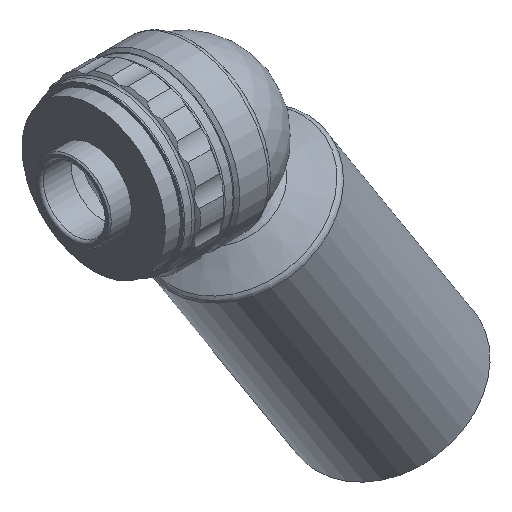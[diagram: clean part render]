
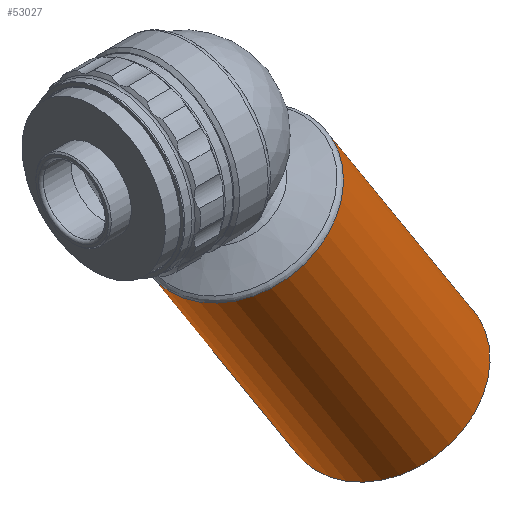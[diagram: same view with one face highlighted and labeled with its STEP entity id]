
A CAD part, isometric view. The second image highlights one B-rep face of the part: STEP entity #53027.
In plain terms, the highlighted cylindrical face has radius 32 mm (diameter 64 mm), a full revolution.
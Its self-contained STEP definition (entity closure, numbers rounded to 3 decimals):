
#52337 = EDGE_CURVE('',#52338,#52338,#52340,.T.);
#52338 = VERTEX_POINT('',#52339);
#52339 = CARTESIAN_POINT('',(39.,0.,32.));
#52340 = SURFACE_CURVE('',#52341,(#52346,#52362),.PCURVE_S1.);
#52341 = CIRCLE('',#52342,32.);
#52342 = AXIS2_PLACEMENT_3D('',#52343,#52344,#52345);
#52343 = CARTESIAN_POINT('',(39.,0.,0.));
#52344 = DIRECTION('',(1.,0.,0.));
#52345 = DIRECTION('',(0.,0.,1.));
#52346 = PCURVE('',#52347,#52356);
#52347 = SURFACE_OF_REVOLUTION('',#52348,#52353);
#52348 = CIRCLE('',#52349,2.);
#52349 = AXIS2_PLACEMENT_3D('',#52350,#52351,#52352);
#52350 = CARTESIAN_POINT('',(39.,0.,30.));
#52351 = DIRECTION('',(0.,-1.,0.));
#52352 = DIRECTION('',(1.,0.,0.));
#52353 = AXIS1_PLACEMENT('',#52354,#52355);
#52354 = CARTESIAN_POINT('',(0.,0.,0.));
#52355 = DIRECTION('',(1.,0.,0.));
#52356 = DEFINITIONAL_REPRESENTATION('',(#52357),#52361);
#52357 = LINE('',#52358,#52359);
#52358 = CARTESIAN_POINT('',(0.,1.571));
#52359 = VECTOR('',#52360,1.);
#52360 = DIRECTION('',(1.,0.));
#52361 = ( GEOMETRIC_REPRESENTATION_CONTEXT(2) 
PARAMETRIC_REPRESENTATION_CONTEXT() REPRESENTATION_CONTEXT('2D SPACE',''
  ) );
#52362 = PCURVE('',#52363,#52368);
#52363 = CYLINDRICAL_SURFACE('',#52364,32.);
#52364 = AXIS2_PLACEMENT_3D('',#52365,#52366,#52367);
#52365 = CARTESIAN_POINT('',(39.,0.,0.));
#52366 = DIRECTION('',(1.,0.,0.));
#52367 = DIRECTION('',(0.,0.,1.));
#52368 = DEFINITIONAL_REPRESENTATION('',(#52369),#52373);
#52369 = LINE('',#52370,#52371);
#52370 = CARTESIAN_POINT('',(0.,0.));
#52371 = VECTOR('',#52372,1.);
#52372 = DIRECTION('',(1.,0.));
#52373 = ( GEOMETRIC_REPRESENTATION_CONTEXT(2) 
PARAMETRIC_REPRESENTATION_CONTEXT() REPRESENTATION_CONTEXT('2D SPACE',''
  ) );
#52963 = CONICAL_SURFACE('',#52964,31.,0.785);
#52964 = AXIS2_PLACEMENT_3D('',#52965,#52966,#52967);
#52965 = CARTESIAN_POINT('',(144.,0.,0.));
#52966 = DIRECTION('',(-1.,0.,0.));
#52967 = DIRECTION('',(0.,0.,1.));
#52983 = VERTEX_POINT('',#52984);
#52984 = CARTESIAN_POINT('',(143.,0.,32.));
#53005 = EDGE_CURVE('',#52983,#52983,#53006,.T.);
#53006 = SURFACE_CURVE('',#53007,(#53012,#53019),.PCURVE_S1.);
#53007 = CIRCLE('',#53008,32.);
#53008 = AXIS2_PLACEMENT_3D('',#53009,#53010,#53011);
#53009 = CARTESIAN_POINT('',(143.,0.,0.));
#53010 = DIRECTION('',(1.,0.,0.));
#53011 = DIRECTION('',(0.,0.,1.));
#53012 = PCURVE('',#52963,#53013);
#53013 = DEFINITIONAL_REPRESENTATION('',(#53014),#53018);
#53014 = LINE('',#53015,#53016);
#53015 = CARTESIAN_POINT('',(-0.,1.));
#53016 = VECTOR('',#53017,1.);
#53017 = DIRECTION('',(-1.,0.));
#53018 = ( GEOMETRIC_REPRESENTATION_CONTEXT(2) 
PARAMETRIC_REPRESENTATION_CONTEXT() REPRESENTATION_CONTEXT('2D SPACE',''
  ) );
#53019 = PCURVE('',#52363,#53020);
#53020 = DEFINITIONAL_REPRESENTATION('',(#53021),#53025);
#53021 = LINE('',#53022,#53023);
#53022 = CARTESIAN_POINT('',(0.,104.));
#53023 = VECTOR('',#53024,1.);
#53024 = DIRECTION('',(1.,0.));
#53025 = ( GEOMETRIC_REPRESENTATION_CONTEXT(2) 
PARAMETRIC_REPRESENTATION_CONTEXT() REPRESENTATION_CONTEXT('2D SPACE',''
  ) );
#53027 = ADVANCED_FACE('',(#53028),#52363,.T.);
#53028 = FACE_BOUND('',#53029,.T.);
#53029 = EDGE_LOOP('',(#53030,#53031,#53052,#53053));
#53030 = ORIENTED_EDGE('',*,*,#52337,.T.);
#53031 = ORIENTED_EDGE('',*,*,#53032,.T.);
#53032 = EDGE_CURVE('',#52338,#52983,#53033,.T.);
#53033 = SEAM_CURVE('',#53034,(#53038,#53045),.PCURVE_S1.);
#53034 = LINE('',#53035,#53036);
#53035 = CARTESIAN_POINT('',(39.,0.,32.));
#53036 = VECTOR('',#53037,1.);
#53037 = DIRECTION('',(1.,0.,0.));
#53038 = PCURVE('',#52363,#53039);
#53039 = DEFINITIONAL_REPRESENTATION('',(#53040),#53044);
#53040 = LINE('',#53041,#53042);
#53041 = CARTESIAN_POINT('',(0.,0.));
#53042 = VECTOR('',#53043,1.);
#53043 = DIRECTION('',(0.,1.));
#53044 = ( GEOMETRIC_REPRESENTATION_CONTEXT(2) 
PARAMETRIC_REPRESENTATION_CONTEXT() REPRESENTATION_CONTEXT('2D SPACE',''
  ) );
#53045 = PCURVE('',#52363,#53046);
#53046 = DEFINITIONAL_REPRESENTATION('',(#53047),#53051);
#53047 = LINE('',#53048,#53049);
#53048 = CARTESIAN_POINT('',(6.283,0.));
#53049 = VECTOR('',#53050,1.);
#53050 = DIRECTION('',(0.,1.));
#53051 = ( GEOMETRIC_REPRESENTATION_CONTEXT(2) 
PARAMETRIC_REPRESENTATION_CONTEXT() REPRESENTATION_CONTEXT('2D SPACE',''
  ) );
#53052 = ORIENTED_EDGE('',*,*,#53005,.F.);
#53053 = ORIENTED_EDGE('',*,*,#53032,.F.);
